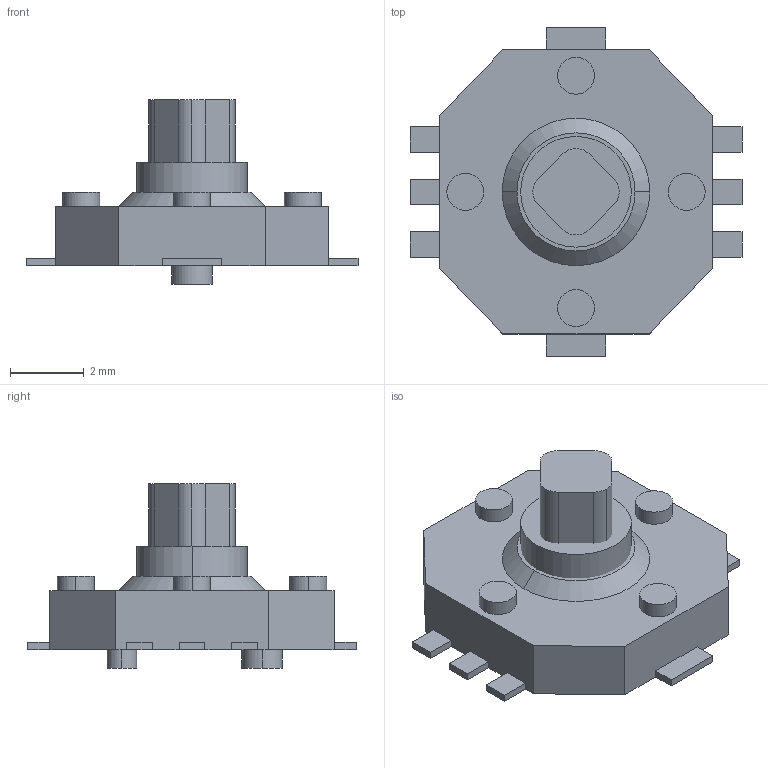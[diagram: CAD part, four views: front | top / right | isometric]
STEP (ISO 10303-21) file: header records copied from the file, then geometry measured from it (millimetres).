
FILE_DESCRIPTION((''),'2;1');
FILE_NAME('SW_MULTICOMP_MCMT5-F-V.stp','2009-04-06T12:55:26',(''),(''),'Mechanical Desktop 2006','Mechanical Desktop 2006',', , ');
FILE_SCHEMA(('AUTOMOTIVE_DESIGN { 1 2 10303 214 0 1 1 1 }'));
Length unit declared in the file: millimetre
Products named in the file (1): Product
Bounding box: 9 x 8.9 x 5 mm (x, y, z)
Volume: 107.4 mm3; surface area: 276.2 mm2
Topology: 18 solids, 18 shells, 136 faces, 300 edges, 200 vertices
Faces by surface type: plane 112, cylinder 22, cone 2
Entity records: 3754 total; most frequent: CARTESIAN_POINT 637, DIRECTION 622, ORIENTED_EDGE 600, EDGE_CURVE 300, VECTOR 252, LINE 252, VERTEX_POINT 200, AXIS2_PLACEMENT_3D 185
